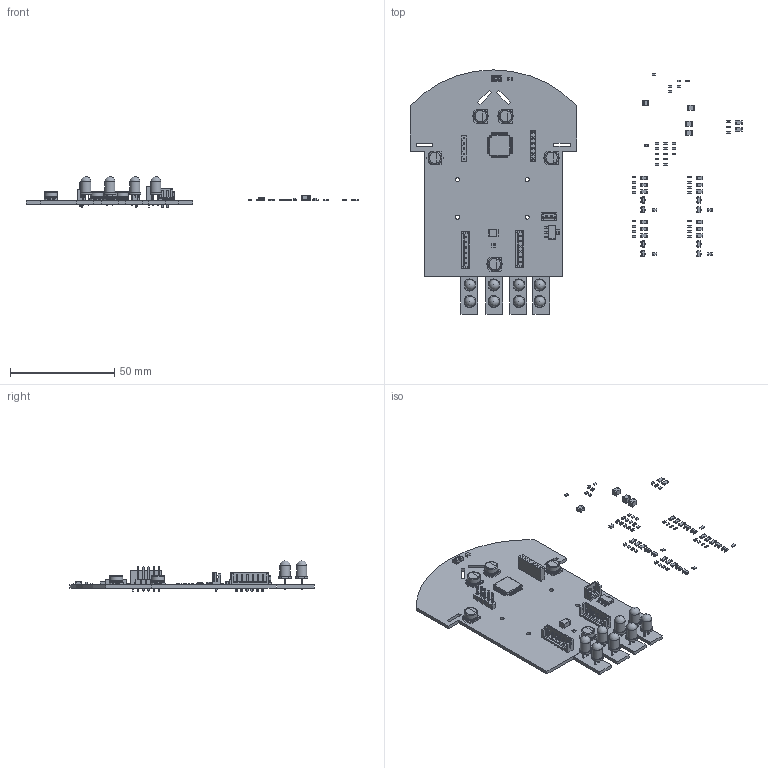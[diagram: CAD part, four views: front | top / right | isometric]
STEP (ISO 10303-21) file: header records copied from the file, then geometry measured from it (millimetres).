
FILE_DESCRIPTION(('KiCad electronic assembly'),'2;1');
FILE_NAME('micromouse-pcb.step','2024-05-15T19:40:14',('Pcbnew'),( 'Kicad'),'Open CASCADE STEP processor 7.7','KiCad to STEP converter' ,'Unknown');
FILE_SCHEMA(('AUTOMOTIVE_DESIGN { 1 0 10303 214 1 1 1 1 }'));
Length unit declared in the file: millimetre
Products named in the file (44): micromouse-pcb 1; SOT-23; SOT_23; R_0603_1608Metric; R_1206_3216Metric; CP_Elec_6.3x4.5; CP_Elec_63x45; C_0603_1608Metric; R_0805_2012Metric; ST_VL53L1x; C_1210_3225Metric; LED_D5.0mm_IRGrey; PinHeader_1x05_P2.54mm_Vertical; PinHeader_1x05_P254mm_Vertical; Fuse_1210_3225Metric; LED_0603_1608Metric; C_0805_2012Metric; LQFP-64_10x10mm_P0.5mm; LQFP_64_10x10mm_P05mm; C_1812_4532Metric; JST_EH_B2B-EH-A_1x02_P2.50mm_Vertical; JST_B2B_EH_A; SOT-223; SOT_223; JST_EH_B6B-EH-A_1x06_P2.50mm_Vertical; JST_B6B_EH_A; PinSocket_1x06_P2.54mm_Vertical; PinSocket_1x06_P254mm_Vertical; _autosave-micromouse-pcb_PCB_1; _autosave-micromouse-pcb_PCB_2; _autosave-micromouse-pcb_PCB_3; _autosave-micromouse-pcb_PCB_4; _autosave-micromouse-pcb_PCB_5
Assembly tree (116 placements, depth 3):
  micromouse-pcb 1
    SOT-23  x8
      SOT_23
    R_0603_1608Metric  x21
      R_0603_1608Metric
    R_1206_3216Metric  x14
      R_1206_3216Metric
    CP_Elec_6.3x4.5  x5
      CP_Elec_63x45
    C_0603_1608Metric  x15
      C_0603_1608Metric
    R_0805_2012Metric  x4
      R_0805_2012Metric
    ST_VL53L1x
      ST_VL53L1x
    C_1210_3225Metric  x3
      C_1210_3225Metric
    LED_D5.0mm_IRGrey  x8
      LED_D5.0mm_IRGrey
    PinHeader_1x05_P2.54mm_Vertical
      PinHeader_1x05_P254mm_Vertical
    Fuse_1210_3225Metric
      Fuse_1210_3225Metric
    LED_0603_1608Metric  x2
      LED_0603_1608Metric
    C_0805_2012Metric  x2
      C_0805_2012Metric
    LQFP-64_10x10mm_P0.5mm
      LQFP_64_10x10mm_P05mm
    C_1812_4532Metric
      C_1812_4532Metric
    JST_EH_B2B-EH-A_1x02_P2.50mm_Vertical
      JST_B2B_EH_A
    SOT-223
      SOT_223
    JST_EH_B6B-EH-A_1x06_P2.50mm_Vertical  x2
      JST_B6B_EH_A
    PinSocket_1x06_P2.54mm_Vertical
      PinSocket_1x06_P254mm_Vertical
    _autosave-micromouse-pcb_PCB_1
    _autosave-micromouse-pcb_PCB_2
    _autosave-micromouse-pcb_PCB_3
    _autosave-micromouse-pcb_PCB_4
    _autosave-micromouse-pcb_PCB_5
Bounding box: 159.39 x 117.29 x 14.8 mm (x, y, z)
Volume: 14514.5 mm3; surface area: 21397.6 mm2
Topology: 97 solids, 97 shells, 4687 faces, 12044 edges, 7681 vertices
Faces by surface type: plane 3222, cylinder 1094, bspline 338, torus 20, sphere 8, revolution 5
Full cylindrical faces by diameter (mm): 0.2 x9, 0.5 x3, 0.7 x1, 0.85 x1, 0.9 x10, 0.95 x12, 1 x13, 2 x4, 4.9 x8, 6.3 x10
Entity records: 86771 total; most frequent: CARTESIAN_POINT 15143, ORIENTED_EDGE 11786, DIRECTION 11145, EDGE_CURVE 5893, LINE 4856, VECTOR 4856, VERTEX_POINT 3760, AXIS2_PLACEMENT_3D 3144
